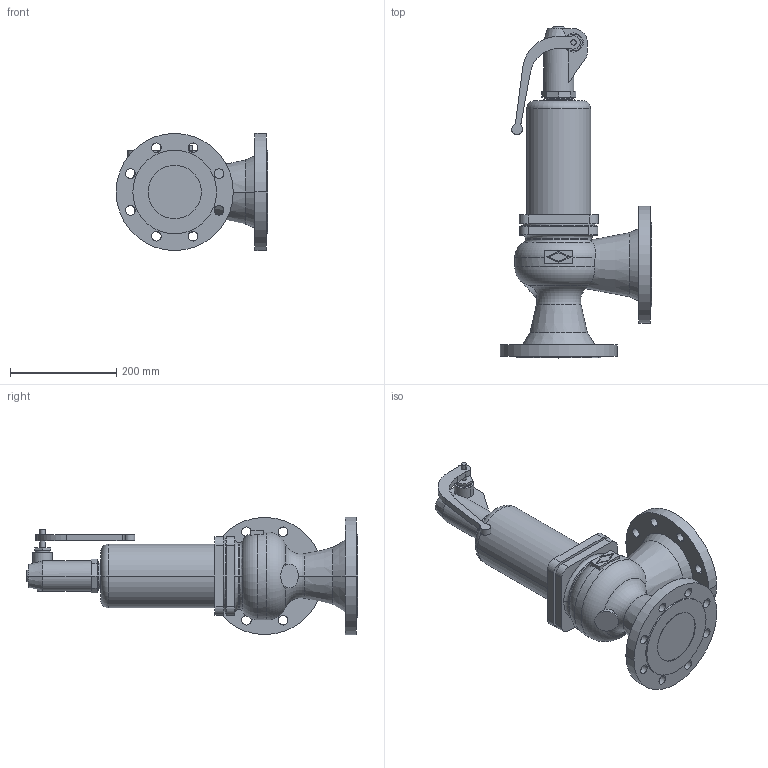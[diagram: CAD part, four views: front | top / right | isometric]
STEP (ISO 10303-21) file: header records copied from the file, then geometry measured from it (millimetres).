
FILE_DESCRIPTION(('Creo Elements/Direct Modeling STEP Export'),'2;1');
FILE_NAME('c000001728.stp','2013-12-03T 8:25:46',(''),(''),'Creo Elements/Direct Modeling STEP processor for AP214 (Solid Model)','Creo Elements/Direct Modeling 17.0D 15-Jul-2011 (C) Parametric Technology GmbH','');
FILE_SCHEMA(('AUTOMOTIVE_DESIGN { 1 0 10303 214 1 1 1 1 }'));
Length unit declared in the file: millimetre
Products named in the file (1): 1
Bounding box: 285 x 623.5 x 220 mm (x, y, z)
Volume: 8740462.7 mm3; surface area: 477752.7 mm2
Topology: 1 solids, 1 shells, 184 faces, 465 edges, 307 vertices
Faces by surface type: cylinder 88, plane 74, cone 12, torus 10
Full cylindrical faces by diameter (mm): 45 x1
Entity records: 5654 total; most frequent: CARTESIAN_POINT 1234, ORIENTED_EDGE 930, DIRECTION 885, EDGE_CURVE 465, AXIS2_PLACEMENT_3D 332, VERTEX_POINT 307, EDGE_LOOP 240, VECTOR 221
